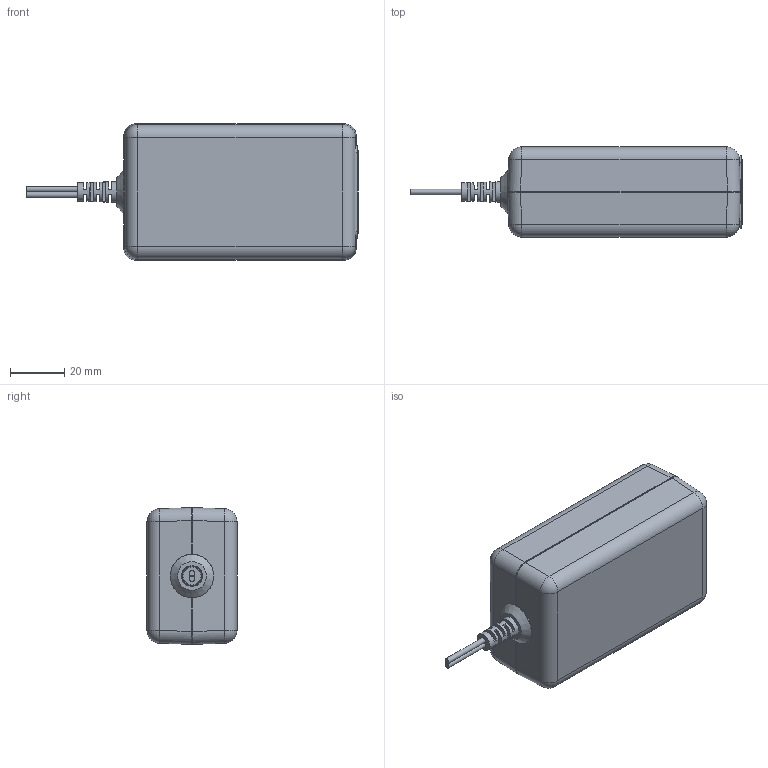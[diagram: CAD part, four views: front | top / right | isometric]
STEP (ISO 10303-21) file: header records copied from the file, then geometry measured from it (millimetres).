
FILE_DESCRIPTION (( 'STEP AP214' ), '1' );
FILE_NAME ('PS1219-25R.STEP', '2018-03-19T13:50:06', ( '' ), ( '' ), 'SwSTEP 2.0', 'SolidWorks 2017', '' );
FILE_SCHEMA (( 'AUTOMOTIVE_DESIGN' ));
Length unit declared in the file: inch
Products named in the file (1): PS1219-25R
Bounding box: 122.33 x 33.2 x 50.39 mm (x, y, z)
Volume: 138292.5 mm3; surface area: 17879.4 mm2
Topology: 3 solids, 3 shells, 135 faces, 319 edges, 196 vertices
Faces by surface type: plane 63, cylinder 60, sphere 8, cone 2, torus 2
Full cylindrical faces by diameter (mm): 1.854 x2, 2.032 x2, 4.14 x2
Entity records: 6007 total; most frequent: CARTESIAN_POINT 1326, ORIENTED_EDGE 582, DIRECTION 576, EDGE_CURVE 291, AXIS2_PLACEMENT_3D 207, VERTEX_POINT 189, EDGE_LOOP 162, VECTOR 162
